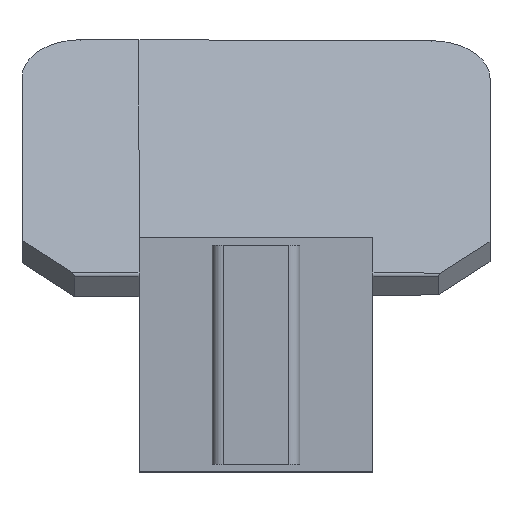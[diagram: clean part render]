
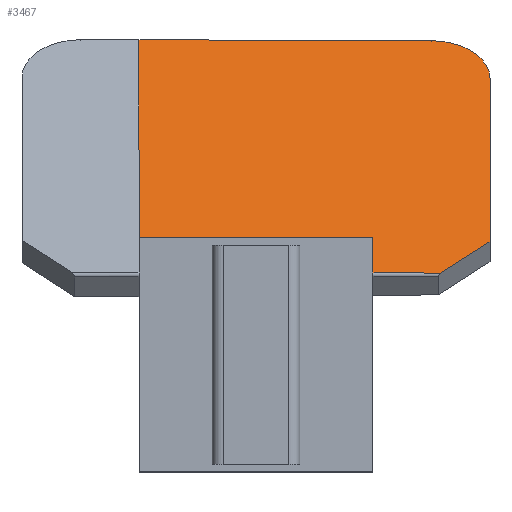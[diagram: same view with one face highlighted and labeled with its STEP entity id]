
A CAD part, top view. The second image highlights one B-rep face of the part: STEP entity #3467.
In plain terms, the highlighted planar face has unit normal (0.004, 0.766, 0.643).
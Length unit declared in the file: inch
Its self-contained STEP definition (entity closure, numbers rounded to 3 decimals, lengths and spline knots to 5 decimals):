
#3455=AXIS2_PLACEMENT_3D('Plane Axis2P3D',#3452,#3453,#3454) ;
#1005=CARTESIAN_POINT('Vertex',(-1.,0.82635,-1.88)) ;
#3155=CARTESIAN_POINT('Vertex',(1.,0.70411,-1.74789)) ;
#3158=CARTESIAN_POINT('Line Origine',(1.,0.75953,-1.81395)) ;
#3162=CARTESIAN_POINT('Vertex',(1.,0.81496,-1.88)) ;
#3207=CARTESIAN_POINT('Line Origine',(0.,0.82066,-1.88)) ;
#3229=CARTESIAN_POINT('Vertex',(-1.,2.70022,-4.11319)) ;
#3232=CARTESIAN_POINT('Line Origine',(-1.,1.76329,-2.9966)) ;
#3258=CARTESIAN_POINT('Vertex',(1.5,2.69187,-4.1202)) ;
#3266=CARTESIAN_POINT('Line Origine',(0.25,2.69604,-4.1167)) ;
#3291=CARTESIAN_POINT('Vertex',(2.,2.3688,-3.73858)) ;
#3303=CARTESIAN_POINT('Control Point',(1.5,2.69187,-4.1202)) ;
#3304=CARTESIAN_POINT('Control Point',(1.65708,2.69134,-4.12064)) ;
#3305=CARTESIAN_POINT('Control Point',(1.81431,2.65128,-4.07397)) ;
#3306=CARTESIAN_POINT('Control Point',(1.93849,2.57104,-3.97918)) ;
#3307=CARTESIAN_POINT('Control Point',(2.,2.46977,-3.85891)) ;
#3308=CARTESIAN_POINT('Control Point',(2.,2.3688,-3.73858)) ;
#3326=CARTESIAN_POINT('Vertex',(2.,0.97074,-2.07244)) ;
#3336=CARTESIAN_POINT('Line Origine',(2.,1.66977,-2.90551)) ;
#3366=CARTESIAN_POINT('Control Point',(1.58,0.70217,-1.74952)) ;
#3367=CARTESIAN_POINT('Control Point',(2.,0.97074,-2.07244)) ;
#3368=CARTESIAN_POINT('Vertex',(1.58,0.70217,-1.74952)) ;
#3440=CARTESIAN_POINT('Line Origine',(1.29,0.70314,-1.74871)) ;
#3452=CARTESIAN_POINT('Axis2P3D Location',(-1.,0.85011,-1.90832)) ;
#3159=DIRECTION('Vector Direction',(0.,-0.643,0.766)) ;
#3208=DIRECTION('Vector Direction',(1.,-0.006,0.)) ;
#3233=DIRECTION('Vector Direction',(0.,-0.643,0.766)) ;
#3267=DIRECTION('Vector Direction',(1.,-0.003,-0.003)) ;
#3337=DIRECTION('Vector Direction',(0.,0.643,-0.766)) ;
#3441=DIRECTION('Vector Direction',(-1.,0.003,0.003)) ;
#3453=DIRECTION('Axis2P3D Direction',(-0.004,-0.766,-0.643)) ;
#3454=DIRECTION('Axis2P3D XDirection',(0.,-0.643,0.766)) ;
#3160=VECTOR('Line Direction',#3159,0.03937) ;
#3209=VECTOR('Line Direction',#3208,0.03937) ;
#3234=VECTOR('Line Direction',#3233,0.03937) ;
#3268=VECTOR('Line Direction',#3267,0.03937) ;
#3338=VECTOR('Line Direction',#3337,0.03937) ;
#3442=VECTOR('Line Direction',#3441,0.03937) ;
#3458=ORIENTED_EDGE('',*,*,#3444,.T.) ;
#3459=ORIENTED_EDGE('',*,*,#3370,.F.) ;
#3460=ORIENTED_EDGE('',*,*,#3340,.F.) ;
#3461=ORIENTED_EDGE('',*,*,#3309,.F.) ;
#3462=ORIENTED_EDGE('',*,*,#3270,.F.) ;
#3463=ORIENTED_EDGE('',*,*,#3236,.T.) ;
#3464=ORIENTED_EDGE('',*,*,#3211,.F.) ;
#3465=ORIENTED_EDGE('',*,*,#3164,.F.) ;
#3467=ADVANCED_FACE('PLASTIC',(#3466),#3456,.F.) ;
#3302=B_SPLINE_CURVE_WITH_KNOTS('',5,(#3303,#3304,#3305,#3306,#3307,#3308),.UNSPECIFIED.,.F.,.U.,(6,6),(0.,28.21224),.UNSPECIFIED.) ;
#3365=B_SPLINE_CURVE_WITH_KNOTS('',1,(#3366,#3367),.UNSPECIFIED.,.F.,.U.,(2,2),(-7.54345,7.54345),.UNSPECIFIED.) ;
#3164=EDGE_CURVE('',#3156,#3163,#3161,.F.) ;
#3211=EDGE_CURVE('',#3163,#1006,#3210,.F.) ;
#3236=EDGE_CURVE('',#3230,#1006,#3235,.T.) ;
#3270=EDGE_CURVE('',#3230,#3259,#3269,.T.) ;
#3309=EDGE_CURVE('',#3259,#3292,#3302,.T.) ;
#3340=EDGE_CURVE('',#3292,#3327,#3339,.F.) ;
#3370=EDGE_CURVE('',#3327,#3369,#3365,.F.) ;
#3444=EDGE_CURVE('',#3156,#3369,#3443,.F.) ;
#3457=EDGE_LOOP('',(#3458,#3459,#3460,#3461,#3462,#3463,#3464,#3465)) ;
#3466=FACE_OUTER_BOUND('',#3457,.T.) ;
#3161=LINE('Line',#3158,#3160) ;
#3210=LINE('Line',#3207,#3209) ;
#3235=LINE('Line',#3232,#3234) ;
#3269=LINE('Line',#3266,#3268) ;
#3339=LINE('Line',#3336,#3338) ;
#3443=LINE('Line',#3440,#3442) ;
#3456=PLANE('',#3455) ;
#1006=VERTEX_POINT('',#1005) ;
#3156=VERTEX_POINT('',#3155) ;
#3163=VERTEX_POINT('',#3162) ;
#3230=VERTEX_POINT('',#3229) ;
#3259=VERTEX_POINT('',#3258) ;
#3292=VERTEX_POINT('',#3291) ;
#3327=VERTEX_POINT('',#3326) ;
#3369=VERTEX_POINT('',#3368) ;
